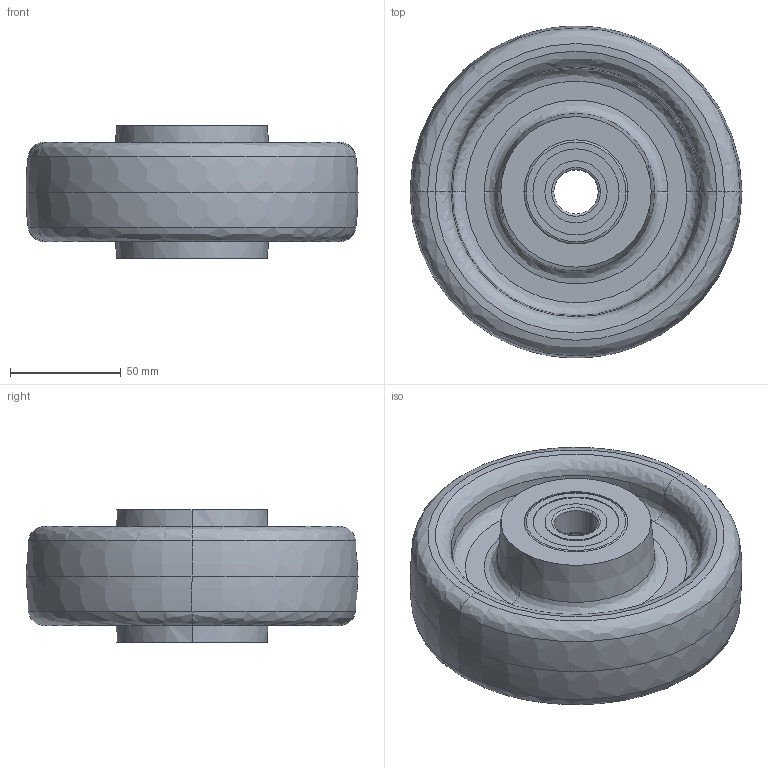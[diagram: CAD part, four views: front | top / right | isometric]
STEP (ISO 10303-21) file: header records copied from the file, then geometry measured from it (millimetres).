
FILE_DESCRIPTION (( 'STEP AP214' ), '1' );
FILE_NAME ('0043896_PAM-150-45-60-K20-VA-EC.STEP', '2016-06-16T07:27:23', ( '' ), ( '' ), 'SwSTEP 2.0', 'SolidWorks 2016', '' );
FILE_SCHEMA (( 'AUTOMOTIVE_DESIGN' ));
Length unit declared in the file: millimetre
Products named in the file (1): 0043896_PAM-150-45-60-K20-VA-EC
Bounding box: 150 x 150 x 60 mm (x, y, z)
Surface area: 77758.3 mm2 (no closed solid volume)
Topology: 0 solids, 4 shells, 78 faces, 164 edges, 98 vertices
Faces by surface type: bspline 20, torus 20, cylinder 14, plane 12, cone 12
Entity records: 4146 total; most frequent: CARTESIAN_POINT 1585, DIRECTION 404, ORIENTED_EDGE 312, AXIS2_PLACEMENT_3D 189, EDGE_CURVE 164, CIRCLE 130, VERTEX_POINT 98, EDGE_LOOP 90
